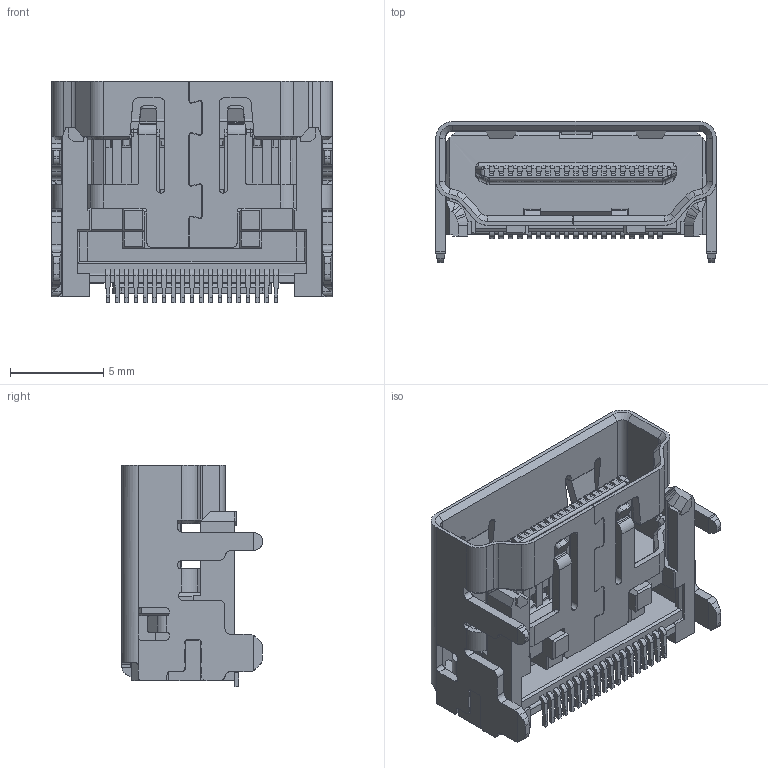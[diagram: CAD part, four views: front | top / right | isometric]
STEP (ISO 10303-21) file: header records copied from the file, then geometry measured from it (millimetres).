
FILE_DESCRIPTION (( 'STEP AP214' ), '1' );
FILE_NAME ('694D119-163-011.STEP', '2021-01-13T15:40:04', ( '' ), ( '' ), 'SwSTEP 2.0', 'SolidWorks 2020', '' );
FILE_SCHEMA (( 'AUTOMOTIVE_DESIGN' ));
Length unit declared in the file: millimetre
Products named in the file (4): Contacts 694D119-X63-011; Insulator 694D119-X63-011; 694D119-163-011; Shell 694D119-X63-011
Assembly tree (3 placements, depth 2):
  694D119-163-011
    Insulator 694D119-X63-011
    Contacts 694D119-X63-011
    Shell 694D119-X63-011
Bounding box: 15 x 7.53 x 11.87 mm (x, y, z)
Volume: 461.3 mm3; surface area: 1871.9 mm2
Topology: 21 solids, 21 shells, 3408 faces, 9977 edges, 6501 vertices
Faces by surface type: plane 2227, cylinder 1102, bspline 43, cone 27, torus 5, sphere 4
Entity records: 113627 total; most frequent: CARTESIAN_POINT 22221, ORIENTED_EDGE 19950, DIRECTION 18215, EDGE_CURVE 9975, VECTOR 7121, LINE 7121, VERTEX_POINT 6501, AXIS2_PLACEMENT_3D 5547
